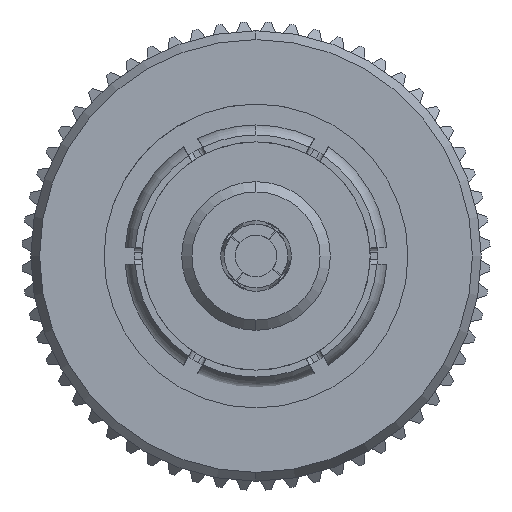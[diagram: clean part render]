
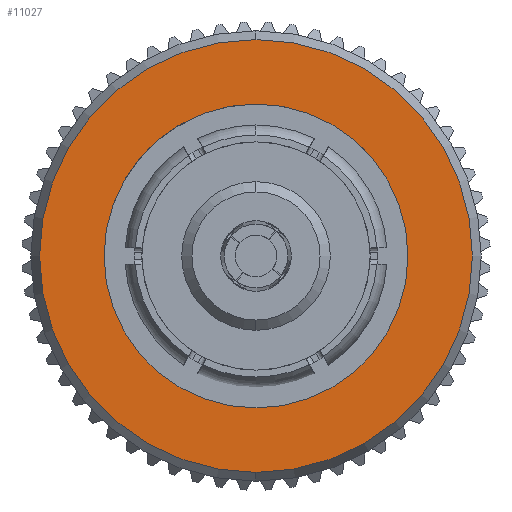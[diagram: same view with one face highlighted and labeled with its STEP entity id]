
A CAD part, left-side view. The second image highlights one B-rep face of the part: STEP entity #11027.
In plain terms, the highlighted planar face has unit normal (-1, 0, 0).
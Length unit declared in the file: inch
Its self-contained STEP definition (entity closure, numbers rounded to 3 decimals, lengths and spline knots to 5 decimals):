
#32 = AXIS2_PLACEMENT_3D ( 'NONE', #598, #7354, #353 ) ;
#353 = DIRECTION ( 'NONE',  ( 0., 0., 1. ) ) ;
#598 = CARTESIAN_POINT ( 'NONE',  ( 0.33873, 0., 0. ) ) ;
#760 = DIRECTION ( 'NONE',  ( 1., 0., 0. ) ) ;
#2481 = ORIENTED_EDGE ( 'NONE', *, *, #3611, .T. ) ;
#2663 = EDGE_CURVE ( 'NONE', #11090, #14763, #11098, .T. ) ;
#2717 = VERTEX_POINT ( 'NONE', #7095 ) ;
#3519 = ORIENTED_EDGE ( 'NONE', *, *, #13573, .F. ) ;
#3611 = EDGE_CURVE ( 'NONE', #14763, #11090, #9196, .T. ) ;
#4252 = DIRECTION ( 'NONE',  ( 0., 0., -1. ) ) ;
#4841 = PLANE ( 'NONE',  #13510 ) ;
#5553 = CARTESIAN_POINT ( 'NONE',  ( 0.33873, 0., 0. ) ) ;
#6980 = VERTEX_POINT ( 'NONE', #8190 ) ;
#7095 = CARTESIAN_POINT ( 'NONE',  ( 0.33873, 0., 0.18494 ) ) ;
#7354 = DIRECTION ( 'NONE',  ( -1., 0., 0. ) ) ;
#7587 = DIRECTION ( 'NONE',  ( 0., 0., -1. ) ) ;
#7790 = CARTESIAN_POINT ( 'NONE',  ( 0.33873, 0., -0.26339 ) ) ;
#8181 = AXIS2_PLACEMENT_3D ( 'NONE', #10594, #13348, #4252 ) ;
#8190 = CARTESIAN_POINT ( 'NONE',  ( 0.33873, 0., -0.18494 ) ) ;
#8397 = AXIS2_PLACEMENT_3D ( 'NONE', #14185, #14544, #7587 ) ;
#9057 = EDGE_LOOP ( 'NONE', ( #2481, #14964 ) ) ;
#9196 = CIRCLE ( 'NONE', #14468, 0.26339 ) ;
#9563 = EDGE_CURVE ( 'NONE', #6980, #2717, #16249, .T. ) ;
#9773 = CARTESIAN_POINT ( 'NONE',  ( 0.33873, 0., -0.26339 ) ) ;
#10125 = DIRECTION ( 'NONE',  ( 0., 0., -1. ) ) ;
#10211 = CARTESIAN_POINT ( 'NONE',  ( 0.33873, 0., 0.26339 ) ) ;
#10594 = CARTESIAN_POINT ( 'NONE',  ( 0.33873, 0., 0. ) ) ;
#10773 = DIRECTION ( 'NONE',  ( -1., 0., 0. ) ) ;
#11027 = ADVANCED_FACE ( 'NONE', ( #11422, #16720 ), #4841, .F. ) ;
#11090 = VERTEX_POINT ( 'NONE', #10211 ) ;
#11098 = CIRCLE ( 'NONE', #32, 0.26339 ) ;
#11422 = FACE_OUTER_BOUND ( 'NONE', #9057, .T. ) ;
#11471 = CIRCLE ( 'NONE', #8397, 0.18494 ) ;
#11547 = ORIENTED_EDGE ( 'NONE', *, *, #9563, .F. ) ;
#11900 = DIRECTION ( 'NONE',  ( 0., 0., 1. ) ) ;
#13348 = DIRECTION ( 'NONE',  ( -1., 0., 0. ) ) ;
#13510 = AXIS2_PLACEMENT_3D ( 'NONE', #9773, #760, #10125 ) ;
#13573 = EDGE_CURVE ( 'NONE', #2717, #6980, #11471, .T. ) ;
#13664 = EDGE_LOOP ( 'NONE', ( #3519, #11547 ) ) ;
#14185 = CARTESIAN_POINT ( 'NONE',  ( 0.33873, 0., 0. ) ) ;
#14468 = AXIS2_PLACEMENT_3D ( 'NONE', #5553, #10773, #11900 ) ;
#14544 = DIRECTION ( 'NONE',  ( -1., 0., 0. ) ) ;
#14763 = VERTEX_POINT ( 'NONE', #7790 ) ;
#14964 = ORIENTED_EDGE ( 'NONE', *, *, #2663, .T. ) ;
#16249 = CIRCLE ( 'NONE', #8181, 0.18494 ) ;
#16720 = FACE_BOUND ( 'NONE', #13664, .T. ) ;
